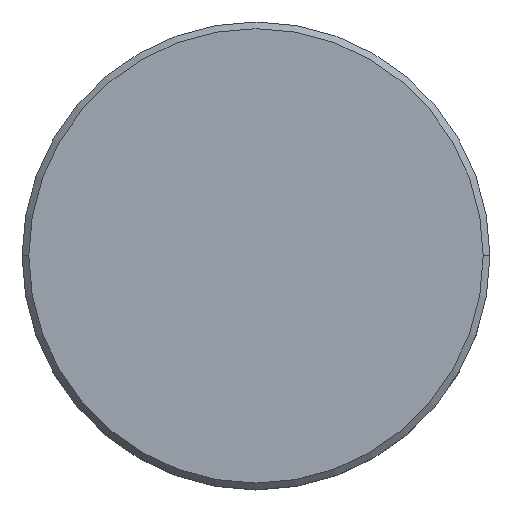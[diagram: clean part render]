
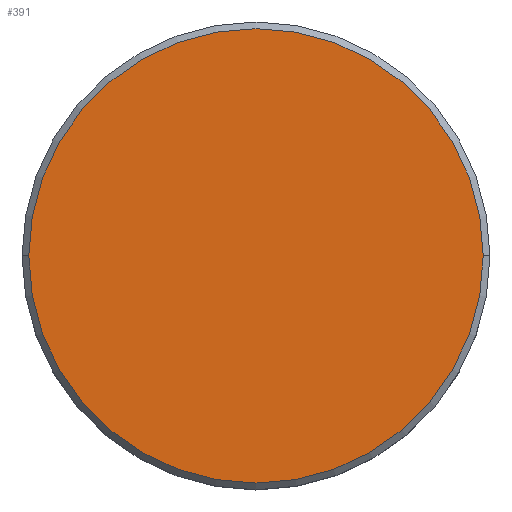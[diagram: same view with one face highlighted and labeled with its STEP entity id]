
A CAD part, top view. The second image highlights one B-rep face of the part: STEP entity #391.
In plain terms, the highlighted planar face has unit normal (0, 0, 1).
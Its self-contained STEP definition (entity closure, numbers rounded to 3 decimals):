
#90 = CARTESIAN_POINT ( 'NONE',  ( 17., 0., 0. ) ) ;
#101 = AXIS2_PLACEMENT_3D ( 'NONE', #283, #512, #423 ) ;
#123 = CARTESIAN_POINT ( 'NONE',  ( 0., 0., 0. ) ) ;
#149 = DIRECTION ( 'NONE',  ( 0., 0., 1. ) ) ;
#169 = FACE_OUTER_BOUND ( 'NONE', #516, .T. ) ;
#192 = CIRCLE ( 'NONE', #101, 17. ) ;
#199 = PLANE ( 'NONE',  #478 ) ;
#252 = VERTEX_POINT ( 'NONE', #90 ) ;
#283 = CARTESIAN_POINT ( 'NONE',  ( 0., 0., 0. ) ) ;
#308 = EDGE_CURVE ( 'NONE', #413, #252, #192, .T. ) ;
#380 = AXIS2_PLACEMENT_3D ( 'NONE', #401, #483, #436 ) ;
#384 = ORIENTED_EDGE ( 'NONE', *, *, #502, .T. ) ;
#391 = ADVANCED_FACE ( 'NONE', ( #169 ), #199, .T. ) ;
#400 = CIRCLE ( 'NONE', #380, 17. ) ;
#401 = CARTESIAN_POINT ( 'NONE',  ( 0., 0., 0. ) ) ;
#413 = VERTEX_POINT ( 'NONE', #542 ) ;
#423 = DIRECTION ( 'NONE',  ( 1., 0., 0. ) ) ;
#436 = DIRECTION ( 'NONE',  ( 1., 0., 0. ) ) ;
#473 = ORIENTED_EDGE ( 'NONE', *, *, #308, .T. ) ;
#478 = AXIS2_PLACEMENT_3D ( 'NONE', #123, #149, #580 ) ;
#483 = DIRECTION ( 'NONE',  ( 0., 0., 1. ) ) ;
#502 = EDGE_CURVE ( 'NONE', #252, #413, #400, .T. ) ;
#512 = DIRECTION ( 'NONE',  ( 0., 0., 1. ) ) ;
#516 = EDGE_LOOP ( 'NONE', ( #473, #384 ) ) ;
#542 = CARTESIAN_POINT ( 'NONE',  ( -17., 0., 0. ) ) ;
#580 = DIRECTION ( 'NONE',  ( 1., 0., 0. ) ) ;
